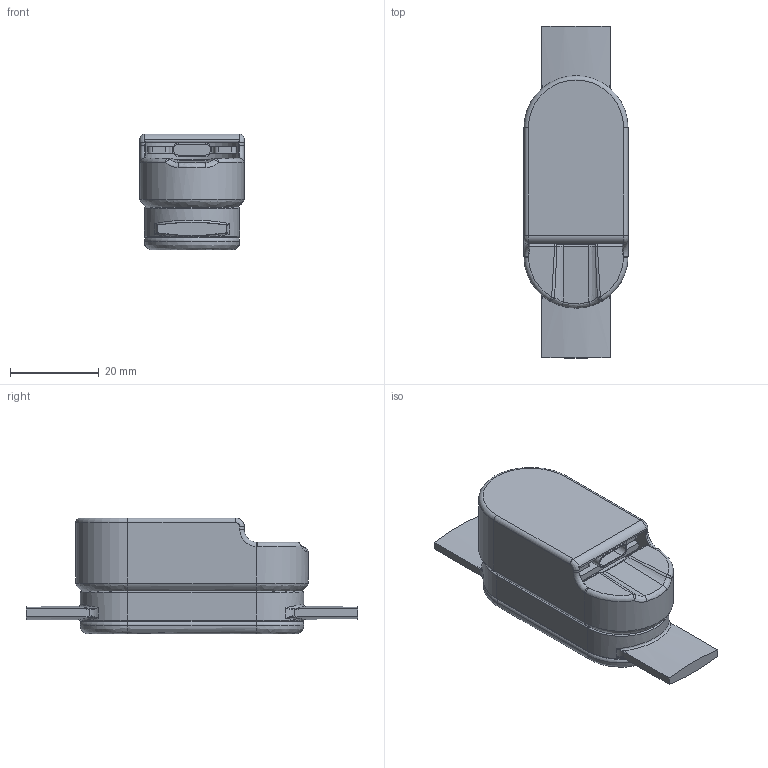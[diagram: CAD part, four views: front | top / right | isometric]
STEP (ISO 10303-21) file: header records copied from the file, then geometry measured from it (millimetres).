
FILE_DESCRIPTION(/* description */ (''),/* implementation_level */ '2;1');
FILE_NAME(/* name */ '001_Wearable Prototype_MasterAssembly v12.step',/* time_stamp */ '2023-03-08T16:31:11+01:00',/* author */ (''),/* organization */ (''),/* preprocessor_version */ 'ST-DEVELOPER v19.2',/* originating_system */ 'Autodesk Translation Framework v11.17.0.187',/* authorisation */ '');
FILE_SCHEMA (('AUTOMOTIVE_DESIGN { 1 0 10303 214 3 1 1 }'));
Length unit declared in the file: millimetre
Products named in the file (9): 001_Wearable Prototype_MasterAssembly; Mi-Fit Base Shape; MiFit Strap; 001_M5Atom_Electronics; Controller PCBA; Main PCBA; Spring Tray; 99397A224_Torx Plus Rounded Head Thread-Forming Screws; Mi-Fit Top Cover
Assembly tree (9 placements, depth 3):
  001_Wearable Prototype_MasterAssembly
    Mi-Fit Base Shape
    MiFit Strap
    001_M5Atom_Electronics
      Controller PCBA
      Main PCBA
    Spring Tray
    99397A224_Torx Plus Rounded Head Thread-Forming Screws  x2
    Mi-Fit Top Cover
Bounding box: 23.5 x 75 x 26.18 mm (x, y, z)
Volume: 15310.2 mm3; surface area: 18819.5 mm2
Topology: 11 solids, 11 shells, 505 faces, 1305 edges, 827 vertices
Faces by surface type: cylinder 189, plane 182, bspline 53, cone 42, torus 38, sphere 1
Full cylindrical faces by diameter (mm): 2 x2, 2.6 x2, 4 x2
Entity records: 18653 total; most frequent: CARTESIAN_POINT 8363, ORIENTED_EDGE 2178, DIRECTION 1958, EDGE_CURVE 1089, AXIS2_PLACEMENT_3D 698, VERTEX_POINT 693, LINE 562, VECTOR 562
